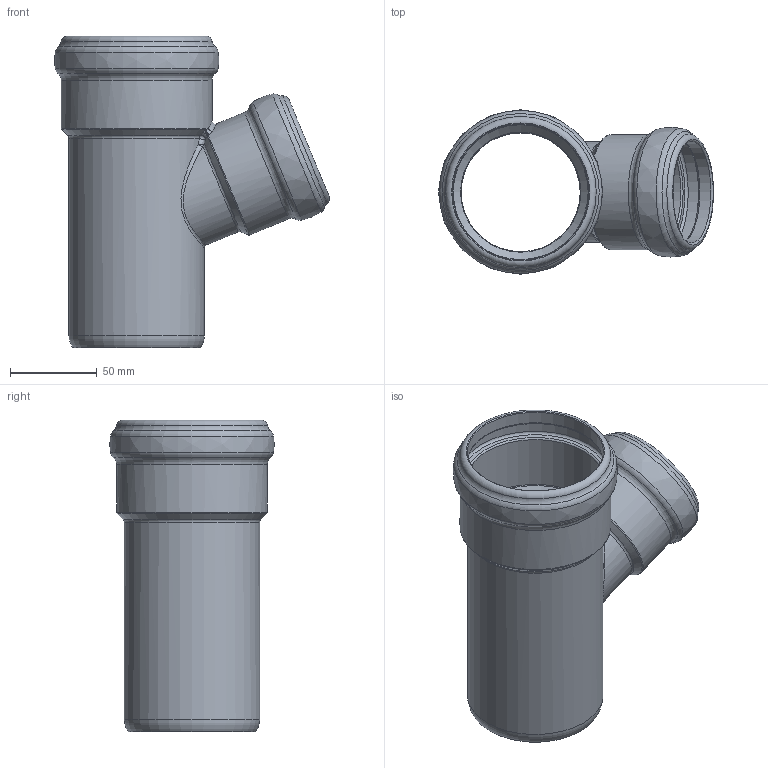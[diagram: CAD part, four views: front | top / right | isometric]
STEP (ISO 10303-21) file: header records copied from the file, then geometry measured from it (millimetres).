
FILE_DESCRIPTION(/* description */ (''),/* implementation_level */ '2;1');
FILE_NAME(/* name */ '333310 SKOLANsafeEA Abzweiger DN_OD 78_58_67°.stp',/* time_stamp */ '2018-01-09T10:10:14+01:00',/* author */ ('user1'),/* organization */ (''),/* preprocessor_version */ 'ST-DEVELOPER v16.1',/* originating_system */ 'Autodesk Inventor 2016',/* authorisation */ '');
FILE_SCHEMA (('AUTOMOTIVE_DESIGN { 1 0 10303 214 3 1 1 }'));
Length unit declared in the file: millimetre
Products named in the file (1): 333310 SKOLANsafeEA Abzweiger DN_OD 78_58_67°
Bounding box: 158.62 x 94.8 x 179.59 mm (x, y, z)
Volume: 252157.9 mm3; surface area: 116534.8 mm2
Topology: 1 solids, 1 shells, 68 faces, 149 edges, 81 vertices
Faces by surface type: torus 29, bspline 14, cylinder 12, cone 8, sphere 4, plane 1
Full cylindrical faces by diameter (mm): 49.7 x1, 58.5 x1, 58.8 x1, 66.5 x1, 67.6 x1, 68.7 x1, 78.1 x1, 78.4 x1, 78.7 x1, 87 x1, 87.6 x1
Entity records: 2374 total; most frequent: CARTESIAN_POINT 1116, DIRECTION 260, ORIENTED_EDGE 204, AXIS2_PLACEMENT_3D 130, EDGE_LOOP 112, EDGE_CURVE 102, VERTEX_POINT 76, CIRCLE 75
